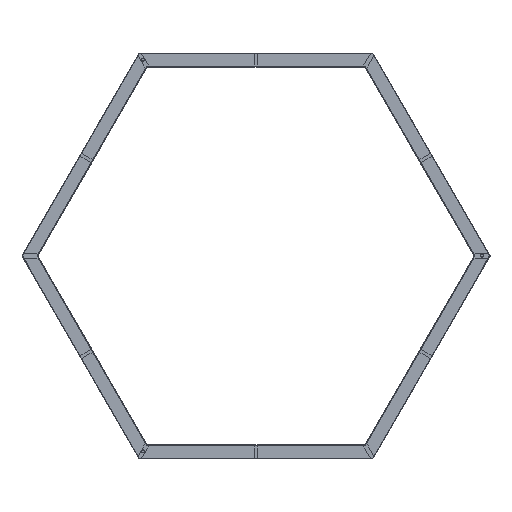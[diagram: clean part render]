
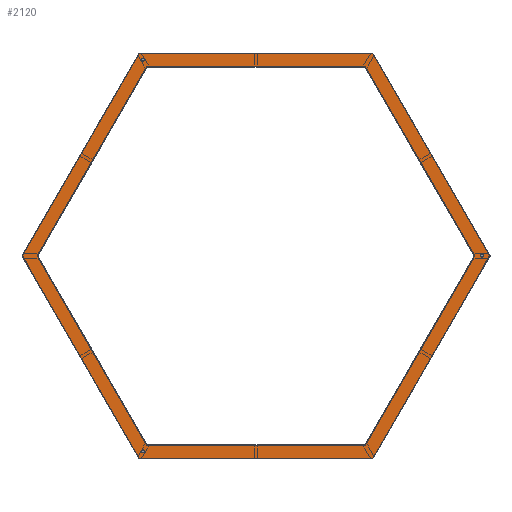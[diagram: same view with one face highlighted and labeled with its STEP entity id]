
A CAD part, top view. The second image highlights one B-rep face of the part: STEP entity #2120.
In plain terms, the highlighted face is planar.
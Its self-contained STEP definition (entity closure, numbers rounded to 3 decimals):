
#81=FACE_BOUND('',#365,.T.);
#82=FACE_BOUND('',#366,.T.);
#83=FACE_BOUND('',#367,.T.);
#84=FACE_BOUND('',#368,.T.);
#137=PLANE('',#2337);
#237=FACE_OUTER_BOUND('',#364,.T.);
#364=EDGE_LOOP('',(#1603,#1604,#1605,#1606,#1607,#1608));
#365=EDGE_LOOP('',(#1609));
#366=EDGE_LOOP('',(#1610));
#367=EDGE_LOOP('',(#1611));
#368=EDGE_LOOP('',(#1612,#1613,#1614,#1615,#1616,#1617));
#535=LINE('',#3212,#782);
#537=LINE('',#3221,#784);
#538=LINE('',#3225,#785);
#539=LINE('',#3228,#786);
#541=LINE('',#3233,#788);
#543=LINE('',#3237,#790);
#553=LINE('',#3259,#800);
#554=LINE('',#3261,#801);
#555=LINE('',#3263,#802);
#556=LINE('',#3265,#803);
#557=LINE('',#3267,#804);
#558=LINE('',#3268,#805);
#782=VECTOR('',#2586,10.);
#784=VECTOR('',#2596,10.);
#785=VECTOR('',#2601,10.);
#786=VECTOR('',#2606,10.);
#788=VECTOR('',#2610,10.);
#790=VECTOR('',#2616,10.);
#800=VECTOR('',#2630,10.);
#801=VECTOR('',#2631,10.);
#802=VECTOR('',#2632,10.);
#803=VECTOR('',#2633,10.);
#804=VECTOR('',#2634,10.);
#805=VECTOR('',#2635,10.);
#977=CIRCLE('',#2297,1.5);
#979=CIRCLE('',#2301,1.5);
#981=CIRCLE('',#2305,1.5);
#999=VERTEX_POINT('',#3078);
#1001=VERTEX_POINT('',#3085);
#1003=VERTEX_POINT('',#3092);
#1051=VERTEX_POINT('',#3210);
#1052=VERTEX_POINT('',#3211);
#1054=VERTEX_POINT('',#3218);
#1055=VERTEX_POINT('',#3220);
#1056=VERTEX_POINT('',#3224);
#1058=VERTEX_POINT('',#3232);
#1067=VERTEX_POINT('',#3257);
#1068=VERTEX_POINT('',#3258);
#1069=VERTEX_POINT('',#3260);
#1070=VERTEX_POINT('',#3262);
#1071=VERTEX_POINT('',#3264);
#1072=VERTEX_POINT('',#3266);
#1187=EDGE_CURVE('',#999,#999,#977,.T.);
#1190=EDGE_CURVE('',#1001,#1001,#979,.T.);
#1193=EDGE_CURVE('',#1003,#1003,#981,.T.);
#1251=EDGE_CURVE('',#1051,#1052,#535,.T.);
#1256=EDGE_CURVE('',#1054,#1055,#537,.T.);
#1258=EDGE_CURVE('',#1052,#1056,#538,.T.);
#1260=EDGE_CURVE('',#1056,#1054,#539,.T.);
#1262=EDGE_CURVE('',#1055,#1058,#541,.T.);
#1265=EDGE_CURVE('',#1058,#1051,#543,.T.);
#1275=EDGE_CURVE('',#1067,#1068,#553,.T.);
#1276=EDGE_CURVE('',#1069,#1067,#554,.T.);
#1277=EDGE_CURVE('',#1070,#1069,#555,.T.);
#1278=EDGE_CURVE('',#1071,#1070,#556,.T.);
#1279=EDGE_CURVE('',#1072,#1071,#557,.T.);
#1280=EDGE_CURVE('',#1068,#1072,#558,.T.);
#1603=ORIENTED_EDGE('',*,*,#1256,.F.);
#1604=ORIENTED_EDGE('',*,*,#1260,.F.);
#1605=ORIENTED_EDGE('',*,*,#1258,.F.);
#1606=ORIENTED_EDGE('',*,*,#1251,.F.);
#1607=ORIENTED_EDGE('',*,*,#1265,.F.);
#1608=ORIENTED_EDGE('',*,*,#1262,.F.);
#1609=ORIENTED_EDGE('',*,*,#1187,.T.);
#1610=ORIENTED_EDGE('',*,*,#1190,.T.);
#1611=ORIENTED_EDGE('',*,*,#1193,.T.);
#1612=ORIENTED_EDGE('',*,*,#1275,.F.);
#1613=ORIENTED_EDGE('',*,*,#1276,.F.);
#1614=ORIENTED_EDGE('',*,*,#1277,.F.);
#1615=ORIENTED_EDGE('',*,*,#1278,.F.);
#1616=ORIENTED_EDGE('',*,*,#1279,.F.);
#1617=ORIENTED_EDGE('',*,*,#1280,.F.);
#2120=ADVANCED_FACE('',(#237,#81,#82,#83,#84),#137,.F.);
#2297=AXIS2_PLACEMENT_3D('',#3079,#2478,#2479);
#2301=AXIS2_PLACEMENT_3D('',#3086,#2487,#2488);
#2305=AXIS2_PLACEMENT_3D('',#3093,#2496,#2497);
#2337=AXIS2_PLACEMENT_3D('',#3256,#2628,#2629);
#2478=DIRECTION('center_axis',(0.,0.,1.));
#2479=DIRECTION('ref_axis',(0.5,0.866,0.));
#2487=DIRECTION('center_axis',(0.,0.,1.));
#2488=DIRECTION('ref_axis',(0.5,-0.866,0.));
#2496=DIRECTION('center_axis',(0.,0.,1.));
#2497=DIRECTION('ref_axis',(-1.,0.,0.));
#2586=DIRECTION('',(0.5,-0.866,0.));
#2596=DIRECTION('',(-0.5,0.866,0.));
#2601=DIRECTION('',(1.,0.,0.));
#2606=DIRECTION('',(0.5,0.866,0.));
#2610=DIRECTION('',(-1.,0.,0.));
#2616=DIRECTION('',(-0.5,-0.866,0.));
#2628=DIRECTION('center_axis',(0.,0.,1.));
#2629=DIRECTION('ref_axis',(1.,0.,0.));
#2630=DIRECTION('',(0.5,0.866,0.));
#2631=DIRECTION('',(-0.5,0.866,0.));
#2632=DIRECTION('',(-1.,0.,0.));
#2633=DIRECTION('',(-0.5,-0.866,0.));
#2634=DIRECTION('',(0.5,-0.866,0.));
#2635=DIRECTION('',(1.,0.,0.));
#3078=CARTESIAN_POINT('',(-411.316,-712.421,0.));
#3079=CARTESIAN_POINT('Origin',(-410.566,-711.122,0.));
#3085=CARTESIAN_POINT('',(-411.316,712.421,0.));
#3086=CARTESIAN_POINT('Origin',(-410.566,711.122,0.));
#3092=CARTESIAN_POINT('',(822.632,0.,0.));
#3093=CARTESIAN_POINT('Origin',(821.132,0.,0.));
#3210=CARTESIAN_POINT('',(-849.134,0.,0.));
#3211=CARTESIAN_POINT('',(-424.567,-735.372,0.));
#3212=CARTESIAN_POINT('',(-743.1,-183.655,0.));
#3218=CARTESIAN_POINT('',(849.134,0.,0.));
#3220=CARTESIAN_POINT('',(424.567,735.372,0.));
#3221=CARTESIAN_POINT('',(743.1,183.655,0.));
#3224=CARTESIAN_POINT('',(424.567,-735.372,0.));
#3225=CARTESIAN_POINT('',(95.78,-735.372,0.));
#3228=CARTESIAN_POINT('',(684.741,-284.738,0.));
#3232=CARTESIAN_POINT('',(-424.567,735.372,0.));
#3233=CARTESIAN_POINT('',(520.78,735.372,0.));
#3237=CARTESIAN_POINT('',(-376.46,818.695,0.));
#3256=CARTESIAN_POINT('Origin',(616.561,355.971,0.));
#3257=CARTESIAN_POINT('',(-793.131,0.,0.));
#3258=CARTESIAN_POINT('',(-396.565,686.872,0.));
#3259=CARTESIAN_POINT('',(-539.741,438.884,0.));
#3260=CARTESIAN_POINT('',(-396.565,-686.872,0.));
#3261=CARTESIAN_POINT('',(-495.815,-514.966,0.));
#3262=CARTESIAN_POINT('',(396.565,-686.872,0.));
#3263=CARTESIAN_POINT('',(506.346,-686.872,0.));
#3264=CARTESIAN_POINT('',(793.131,0.,0.));
#3265=CARTESIAN_POINT('',(848.021,95.073,0.));
#3266=CARTESIAN_POINT('',(396.565,686.872,0.));
#3267=CARTESIAN_POINT('',(495.815,514.966,0.));
#3268=CARTESIAN_POINT('',(110.214,686.872,0.));
